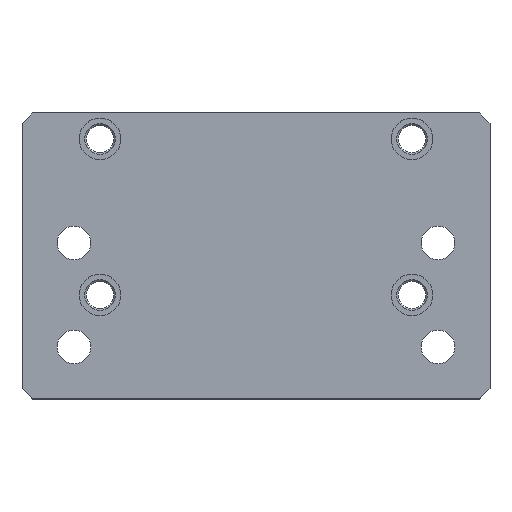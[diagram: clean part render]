
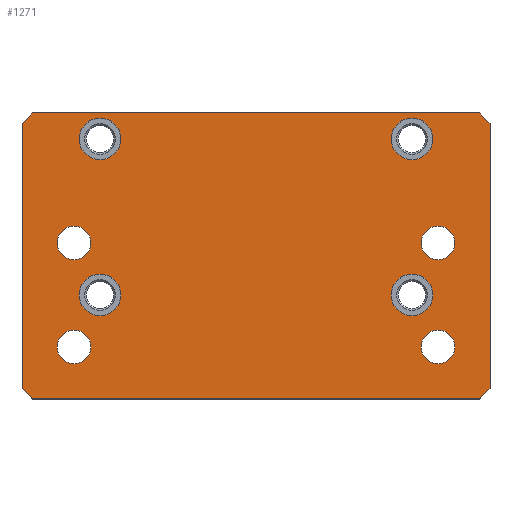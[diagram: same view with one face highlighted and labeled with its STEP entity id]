
A CAD part, top view. The second image highlights one B-rep face of the part: STEP entity #1271.
In plain terms, the highlighted planar face has unit normal (0, 0, 1).
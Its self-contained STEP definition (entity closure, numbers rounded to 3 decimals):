
#407 = EDGE_CURVE('',#408,#410,#412,.T.);
#408 = VERTEX_POINT('',#409);
#409 = CARTESIAN_POINT('',(-45.,48.,0.));
#410 = VERTEX_POINT('',#411);
#411 = CARTESIAN_POINT('',(-45.,-3.,0.));
#412 = LINE('',#413,#414);
#413 = CARTESIAN_POINT('',(-45.,50.,0.));
#414 = VECTOR('',#415,1.);
#415 = DIRECTION('',(0.,-1.,0.));
#438 = EDGE_CURVE('',#408,#439,#441,.T.);
#439 = VERTEX_POINT('',#440);
#440 = CARTESIAN_POINT('',(-43.,50.,0.));
#441 = LINE('',#442,#443);
#442 = CARTESIAN_POINT('',(-39.625,53.375,0.));
#443 = VECTOR('',#444,1.);
#444 = DIRECTION('',(0.707,0.707,0.));
#462 = EDGE_CURVE('',#410,#463,#465,.T.);
#463 = VERTEX_POINT('',#464);
#464 = CARTESIAN_POINT('',(-43.,-5.,0.));
#465 = LINE('',#466,#467);
#466 = CARTESIAN_POINT('',(-39.625,-8.375,0.));
#467 = VECTOR('',#468,1.);
#468 = DIRECTION('',(0.707,-0.707,0.));
#486 = EDGE_CURVE('',#487,#439,#489,.T.);
#487 = VERTEX_POINT('',#488);
#488 = CARTESIAN_POINT('',(43.,50.,0.));
#489 = LINE('',#490,#491);
#490 = CARTESIAN_POINT('',(45.,50.,0.));
#491 = VECTOR('',#492,1.);
#492 = DIRECTION('',(-1.,0.,0.));
#510 = EDGE_CURVE('',#463,#511,#513,.T.);
#511 = VERTEX_POINT('',#512);
#512 = CARTESIAN_POINT('',(43.,-5.,0.));
#513 = LINE('',#514,#515);
#514 = CARTESIAN_POINT('',(-45.,-5.,0.));
#515 = VECTOR('',#516,1.);
#516 = DIRECTION('',(1.,0.,0.));
#534 = EDGE_CURVE('',#487,#535,#537,.T.);
#535 = VERTEX_POINT('',#536);
#536 = CARTESIAN_POINT('',(45.,48.,0.));
#537 = LINE('',#538,#539);
#538 = CARTESIAN_POINT('',(39.625,53.375,0.));
#539 = VECTOR('',#540,1.);
#540 = DIRECTION('',(0.707,-0.707,0.));
#558 = EDGE_CURVE('',#511,#559,#561,.T.);
#559 = VERTEX_POINT('',#560);
#560 = CARTESIAN_POINT('',(45.,-3.,0.));
#561 = LINE('',#562,#563);
#562 = CARTESIAN_POINT('',(39.625,-8.375,0.));
#563 = VECTOR('',#564,1.);
#564 = DIRECTION('',(0.707,0.707,0.));
#582 = EDGE_CURVE('',#559,#535,#583,.T.);
#583 = LINE('',#584,#585);
#584 = CARTESIAN_POINT('',(45.,-5.,0.));
#585 = VECTOR('',#586,1.);
#586 = DIRECTION('',(0.,1.,0.));
#1251 = VERTEX_POINT('',#1252);
#1252 = CARTESIAN_POINT('',(-26.,15.,0.));
#1258 = EDGE_CURVE('',#1251,#1251,#1259,.T.);
#1259 = CIRCLE('',#1260,4.);
#1260 = AXIS2_PLACEMENT_3D('',#1261,#1262,#1263);
#1261 = CARTESIAN_POINT('',(-30.,15.,0.));
#1262 = DIRECTION('',(0.,0.,1.));
#1263 = DIRECTION('',(1.,0.,0.));
#1271 = ADVANCED_FACE('',(#1272,#1282,#1293,#1296,#1307,#1318,#1329,
    #1340,#1351),#1362,.T.);
#1272 = FACE_BOUND('',#1273,.T.);
#1273 = EDGE_LOOP('',(#1274,#1275,#1276,#1277,#1278,#1279,#1280,#1281));
#1274 = ORIENTED_EDGE('',*,*,#407,.T.);
#1275 = ORIENTED_EDGE('',*,*,#462,.T.);
#1276 = ORIENTED_EDGE('',*,*,#510,.T.);
#1277 = ORIENTED_EDGE('',*,*,#558,.T.);
#1278 = ORIENTED_EDGE('',*,*,#582,.T.);
#1279 = ORIENTED_EDGE('',*,*,#534,.F.);
#1280 = ORIENTED_EDGE('',*,*,#486,.T.);
#1281 = ORIENTED_EDGE('',*,*,#438,.F.);
#1282 = FACE_BOUND('',#1283,.T.);
#1283 = EDGE_LOOP('',(#1284));
#1284 = ORIENTED_EDGE('',*,*,#1285,.F.);
#1285 = EDGE_CURVE('',#1286,#1286,#1288,.T.);
#1286 = VERTEX_POINT('',#1287);
#1287 = CARTESIAN_POINT('',(-31.75,5.,0.));
#1288 = CIRCLE('',#1289,3.25);
#1289 = AXIS2_PLACEMENT_3D('',#1290,#1291,#1292);
#1290 = CARTESIAN_POINT('',(-35.,5.,0.));
#1291 = DIRECTION('',(0.,0.,1.));
#1292 = DIRECTION('',(1.,0.,0.));
#1293 = FACE_BOUND('',#1294,.T.);
#1294 = EDGE_LOOP('',(#1295));
#1295 = ORIENTED_EDGE('',*,*,#1258,.F.);
#1296 = FACE_BOUND('',#1297,.T.);
#1297 = EDGE_LOOP('',(#1298));
#1298 = ORIENTED_EDGE('',*,*,#1299,.F.);
#1299 = EDGE_CURVE('',#1300,#1300,#1302,.T.);
#1300 = VERTEX_POINT('',#1301);
#1301 = CARTESIAN_POINT('',(-31.75,25.,0.));
#1302 = CIRCLE('',#1303,3.25);
#1303 = AXIS2_PLACEMENT_3D('',#1304,#1305,#1306);
#1304 = CARTESIAN_POINT('',(-35.,25.,0.));
#1305 = DIRECTION('',(0.,0.,1.));
#1306 = DIRECTION('',(1.,0.,0.));
#1307 = FACE_BOUND('',#1308,.T.);
#1308 = EDGE_LOOP('',(#1309));
#1309 = ORIENTED_EDGE('',*,*,#1310,.F.);
#1310 = EDGE_CURVE('',#1311,#1311,#1313,.T.);
#1311 = VERTEX_POINT('',#1312);
#1312 = CARTESIAN_POINT('',(38.25,5.,0.));
#1313 = CIRCLE('',#1314,3.25);
#1314 = AXIS2_PLACEMENT_3D('',#1315,#1316,#1317);
#1315 = CARTESIAN_POINT('',(35.,5.,0.));
#1316 = DIRECTION('',(0.,0.,1.));
#1317 = DIRECTION('',(1.,0.,0.));
#1318 = FACE_BOUND('',#1319,.T.);
#1319 = EDGE_LOOP('',(#1320));
#1320 = ORIENTED_EDGE('',*,*,#1321,.F.);
#1321 = EDGE_CURVE('',#1322,#1322,#1324,.T.);
#1322 = VERTEX_POINT('',#1323);
#1323 = CARTESIAN_POINT('',(34.,15.,0.));
#1324 = CIRCLE('',#1325,4.);
#1325 = AXIS2_PLACEMENT_3D('',#1326,#1327,#1328);
#1326 = CARTESIAN_POINT('',(30.,15.,0.));
#1327 = DIRECTION('',(0.,0.,1.));
#1328 = DIRECTION('',(1.,0.,0.));
#1329 = FACE_BOUND('',#1330,.T.);
#1330 = EDGE_LOOP('',(#1331));
#1331 = ORIENTED_EDGE('',*,*,#1332,.F.);
#1332 = EDGE_CURVE('',#1333,#1333,#1335,.T.);
#1333 = VERTEX_POINT('',#1334);
#1334 = CARTESIAN_POINT('',(38.25,25.,0.));
#1335 = CIRCLE('',#1336,3.25);
#1336 = AXIS2_PLACEMENT_3D('',#1337,#1338,#1339);
#1337 = CARTESIAN_POINT('',(35.,25.,0.));
#1338 = DIRECTION('',(0.,0.,1.));
#1339 = DIRECTION('',(1.,0.,0.));
#1340 = FACE_BOUND('',#1341,.T.);
#1341 = EDGE_LOOP('',(#1342));
#1342 = ORIENTED_EDGE('',*,*,#1343,.F.);
#1343 = EDGE_CURVE('',#1344,#1344,#1346,.T.);
#1344 = VERTEX_POINT('',#1345);
#1345 = CARTESIAN_POINT('',(-26.,45.,0.));
#1346 = CIRCLE('',#1347,4.);
#1347 = AXIS2_PLACEMENT_3D('',#1348,#1349,#1350);
#1348 = CARTESIAN_POINT('',(-30.,45.,0.));
#1349 = DIRECTION('',(0.,0.,1.));
#1350 = DIRECTION('',(1.,0.,0.));
#1351 = FACE_BOUND('',#1352,.T.);
#1352 = EDGE_LOOP('',(#1353));
#1353 = ORIENTED_EDGE('',*,*,#1354,.F.);
#1354 = EDGE_CURVE('',#1355,#1355,#1357,.T.);
#1355 = VERTEX_POINT('',#1356);
#1356 = CARTESIAN_POINT('',(34.,45.,0.));
#1357 = CIRCLE('',#1358,4.);
#1358 = AXIS2_PLACEMENT_3D('',#1359,#1360,#1361);
#1359 = CARTESIAN_POINT('',(30.,45.,0.));
#1360 = DIRECTION('',(0.,0.,1.));
#1361 = DIRECTION('',(1.,0.,0.));
#1362 = PLANE('',#1363);
#1363 = AXIS2_PLACEMENT_3D('',#1364,#1365,#1366);
#1364 = CARTESIAN_POINT('',(0.,22.5,0.));
#1365 = DIRECTION('',(0.,0.,1.));
#1366 = DIRECTION('',(1.,0.,0.));
